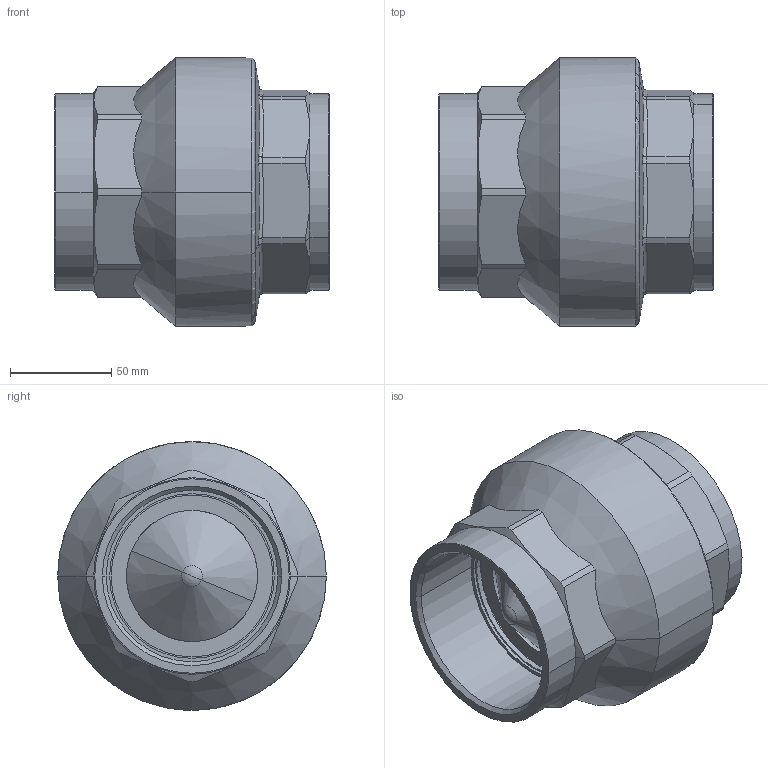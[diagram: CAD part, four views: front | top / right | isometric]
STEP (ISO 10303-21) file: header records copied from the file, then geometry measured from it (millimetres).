
FILE_DESCRIPTION(('Creo Elements/Direct Modeling STEP Export'),'2;1');
FILE_NAME('10000014.stp','2021-05-18T14:29:59',(''),(''),'Creo Elements/Direct Modeling STEP processor for AP214 (Solid Model)','Creo Elements/Direct Modeling 20.1D 10-Oct-2020 (C) Parametric Technology GmbH','');
FILE_SCHEMA(('AUTOMOTIVE_DESIGN { 1 0 10303 214 1 1 1 1 }'));
Length unit declared in the file: millimetre
Products named in the file (2): 10000014
Assembly tree (1 placements, depth 2):
  10000014
    10000014
Bounding box: 135.75 x 133 x 133 mm (x, y, z)
Volume: 907515.4 mm3; surface area: 96614 mm2
Topology: 1 solids, 2 shells, 136 faces, 357 edges, 229 vertices
Faces by surface type: cylinder 41, plane 35, cone 26, bspline 18, torus 14, sphere 2
Entity records: 12064 total; most frequent: CARTESIAN_POINT 8898, ORIENTED_EDGE 710, DIRECTION 518, EDGE_CURVE 355, VERTEX_POINT 229, AXIS2_PLACEMENT_3D 208, EDGE_LOOP 142, FACE_OUTER_BOUND 136
